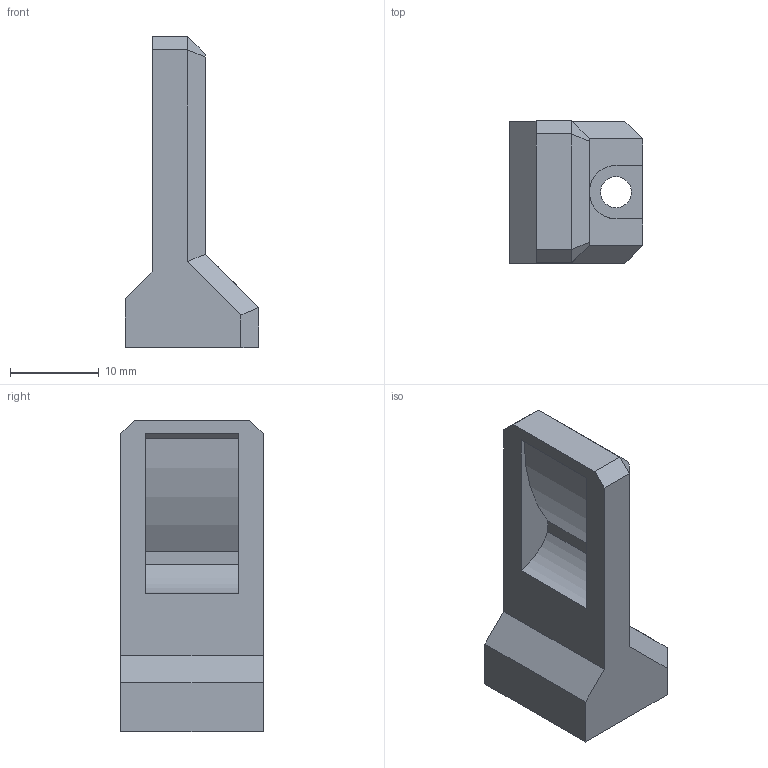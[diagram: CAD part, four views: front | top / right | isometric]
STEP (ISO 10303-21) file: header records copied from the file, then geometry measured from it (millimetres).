
FILE_DESCRIPTION(/* description */ (''),/* implementation_level */ '2;1');
FILE_NAME(/* name */ 'switch-cover_R.stp',/* time_stamp */ '2024-01-26T10:49:59+01:00',/* author */ ('Mikuláček'),/* organization */ (''),/* preprocessor_version */ 'ST-DEVELOPER v19.2',/* originating_system */ 'Autodesk Inventor 2023',/* authorisation */ '');
FILE_SCHEMA (('AUTOMOTIVE_DESIGN { 1 0 10303 214 3 1 1 }'));
Length unit declared in the file: millimetre
Products named in the file (1): switch-cover
Bounding box: 15 x 16 x 35 mm (x, y, z)
Volume: 3696.2 mm3; surface area: 2142.5 mm2
Topology: 1 solids, 1 shells, 82 faces, 217 edges, 141 vertices
Faces by surface type: plane 51, bspline 27, cylinder 4
Full cylindrical faces by diameter (mm): 3.5 x1
Entity records: 2691 total; most frequent: CARTESIAN_POINT 792, ORIENTED_EDGE 434, DIRECTION 284, EDGE_CURVE 217, LINE 154, VECTOR 154, VERTEX_POINT 141, EDGE_LOOP 88
